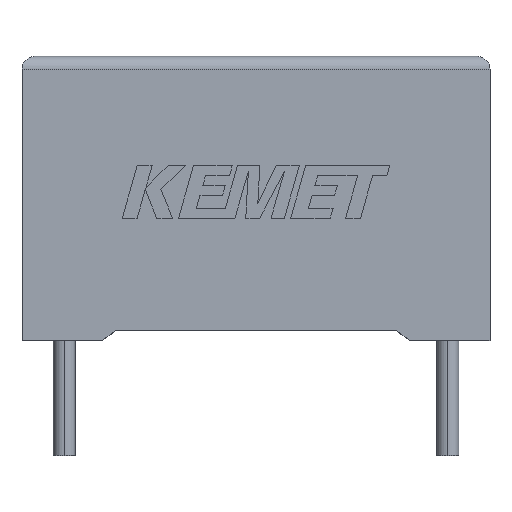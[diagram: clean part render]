
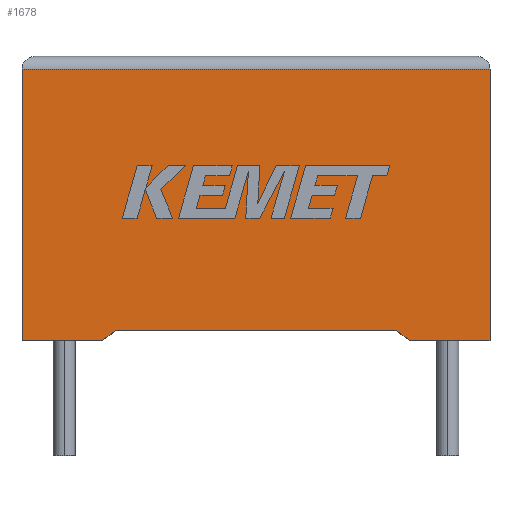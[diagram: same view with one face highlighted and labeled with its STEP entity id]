
A CAD part, top view. The second image highlights one B-rep face of the part: STEP entity #1678.
In plain terms, the highlighted planar face has unit normal (0, 0, 1).
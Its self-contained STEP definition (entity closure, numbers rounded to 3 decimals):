
#60 = CARTESIAN_POINT ( 'NONE',  ( 0., 0., 5.2 ) ) ;
#127 = ORIENTED_EDGE ( 'NONE', *, *, #1193, .T. ) ;
#233 = VECTOR ( 'NONE', #498, 1000. ) ;
#331 = EDGE_CURVE ( 'NONE', #1557, #1589, #2519, .T. ) ;
#441 = VECTOR ( 'NONE', #2687, 1000. ) ;
#443 = LINE ( 'NONE', #1330, #866 ) ;
#498 = DIRECTION ( 'NONE',  ( -0.799, -0.602, 0. ) ) ;
#547 = CARTESIAN_POINT ( 'NONE',  ( 0., 0., 5.2 ) ) ;
#597 = CARTESIAN_POINT ( 'NONE',  ( 9.15, 0.383, 5.2 ) ) ;
#646 = DIRECTION ( 'NONE',  ( -1., 0., 0. ) ) ;
#682 = EDGE_CURVE ( 'NONE', #2975, #1631, #2826, .T. ) ;
#707 = EDGE_CURVE ( 'NONE', #1631, #2124, #2861, .T. ) ;
#731 = ORIENTED_EDGE ( 'NONE', *, *, #707, .T. ) ;
#751 = ORIENTED_EDGE ( 'NONE', *, *, #1921, .F. ) ;
#866 = VECTOR ( 'NONE', #2295, 1000. ) ;
#877 = ORIENTED_EDGE ( 'NONE', *, *, #978, .T. ) ;
#885 = LINE ( 'NONE', #1584, #2849 ) ;
#913 = VECTOR ( 'NONE', #995, 1000. ) ;
#977 = CARTESIAN_POINT ( 'NONE',  ( 3.658, 0.383, 5.2 ) ) ;
#978 = EDGE_CURVE ( 'NONE', #2669, #2975, #443, .T. ) ;
#995 = DIRECTION ( 'NONE',  ( 1., 0., 0. ) ) ;
#1030 = LINE ( 'NONE', #597, #441 ) ;
#1045 = ORIENTED_EDGE ( 'NONE', *, *, #331, .T. ) ;
#1048 = AXIS2_PLACEMENT_3D ( 'NONE', #2023, #2971, #646 ) ;
#1110 = DIRECTION ( 'NONE',  ( 0., 1., 0. ) ) ;
#1165 = VERTEX_POINT ( 'NONE', #1843 ) ;
#1166 = CARTESIAN_POINT ( 'NONE',  ( 0., 0., 5.2 ) ) ;
#1193 = EDGE_CURVE ( 'NONE', #1589, #1165, #885, .T. ) ;
#1235 = VECTOR ( 'NONE', #2781, 1000. ) ;
#1241 = VERTEX_POINT ( 'NONE', #977 ) ;
#1288 = CARTESIAN_POINT ( 'NONE',  ( 18.3, 10.6, 5.2 ) ) ;
#1309 = FACE_OUTER_BOUND ( 'NONE', #1382, .T. ) ;
#1330 = CARTESIAN_POINT ( 'NONE',  ( 0., 10.6, 5.2 ) ) ;
#1357 = VECTOR ( 'NONE', #1110, 1000. ) ;
#1376 = ORIENTED_EDGE ( 'NONE', *, *, #682, .T. ) ;
#1381 = LINE ( 'NONE', #2573, #233 ) ;
#1382 = EDGE_LOOP ( 'NONE', ( #2941, #877, #1376, #731, #3014, #751, #1045, #127 ) ) ;
#1538 = PLANE ( 'NONE',  #1048 ) ;
#1557 = VERTEX_POINT ( 'NONE', #2617 ) ;
#1584 = CARTESIAN_POINT ( 'NONE',  ( 0., 0., 5.2 ) ) ;
#1589 = VERTEX_POINT ( 'NONE', #2184 ) ;
#1631 = VERTEX_POINT ( 'NONE', #547 ) ;
#1678 = ADVANCED_FACE ( 'NONE', ( #1309 ), #1538, .F. ) ;
#1843 = CARTESIAN_POINT ( 'NONE',  ( 18.3, 0., 5.2 ) ) ;
#1921 = EDGE_CURVE ( 'NONE', #1557, #1241, #1030, .T. ) ;
#2023 = CARTESIAN_POINT ( 'NONE',  ( 0., 0., 5.2 ) ) ;
#2102 = VECTOR ( 'NONE', #2384, 1000. ) ;
#2124 = VERTEX_POINT ( 'NONE', #2403 ) ;
#2143 = CARTESIAN_POINT ( 'NONE',  ( 0., 10.6, 5.2 ) ) ;
#2184 = CARTESIAN_POINT ( 'NONE',  ( 15.15, 0., 5.2 ) ) ;
#2281 = EDGE_CURVE ( 'NONE', #1165, #2669, #2533, .T. ) ;
#2295 = DIRECTION ( 'NONE',  ( -1., 0., 0. ) ) ;
#2337 = CARTESIAN_POINT ( 'NONE',  ( 15.15, 0., 5.2 ) ) ;
#2384 = DIRECTION ( 'NONE',  ( 0., -1., 0. ) ) ;
#2403 = CARTESIAN_POINT ( 'NONE',  ( 3.15, 0., 5.2 ) ) ;
#2519 = LINE ( 'NONE', #2337, #1235 ) ;
#2533 = LINE ( 'NONE', #2963, #1357 ) ;
#2538 = DIRECTION ( 'NONE',  ( 1., 0., 0. ) ) ;
#2573 = CARTESIAN_POINT ( 'NONE',  ( 3.15, 0., 5.2 ) ) ;
#2617 = CARTESIAN_POINT ( 'NONE',  ( 14.642, 0.383, 5.2 ) ) ;
#2669 = VERTEX_POINT ( 'NONE', #1288 ) ;
#2687 = DIRECTION ( 'NONE',  ( -1., 0., 0. ) ) ;
#2781 = DIRECTION ( 'NONE',  ( 0.799, -0.602, 0. ) ) ;
#2784 = EDGE_CURVE ( 'NONE', #1241, #2124, #1381, .T. ) ;
#2826 = LINE ( 'NONE', #1166, #2102 ) ;
#2849 = VECTOR ( 'NONE', #2538, 1000. ) ;
#2861 = LINE ( 'NONE', #60, #913 ) ;
#2941 = ORIENTED_EDGE ( 'NONE', *, *, #2281, .T. ) ;
#2963 = CARTESIAN_POINT ( 'NONE',  ( 18.3, 0., 5.2 ) ) ;
#2971 = DIRECTION ( 'NONE',  ( 0., 0., -1. ) ) ;
#2975 = VERTEX_POINT ( 'NONE', #2143 ) ;
#3014 = ORIENTED_EDGE ( 'NONE', *, *, #2784, .F. ) ;
